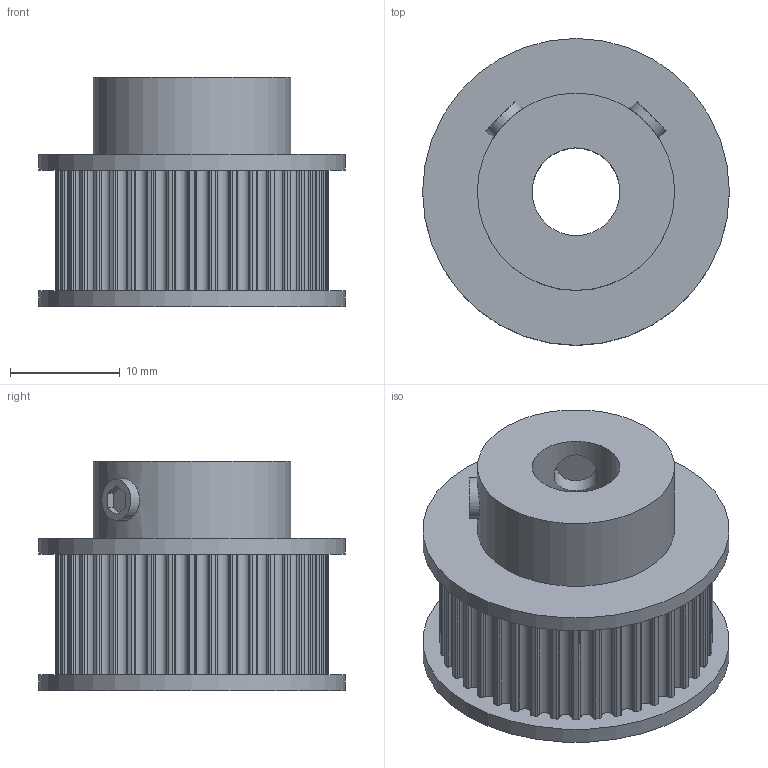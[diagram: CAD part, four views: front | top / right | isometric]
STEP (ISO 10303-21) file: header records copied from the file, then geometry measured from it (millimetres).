
FILE_DESCRIPTION(/* description */ (''),/* implementation_level */ '2;1');
FILE_NAME(/* name */ '40Tooth GT2 Pulley.stp',/* time_stamp */ '2025-02-01T12:23:40-05:00',/* author */ ('Herman'),/* organization */ (''),/* preprocessor_version */ 'ST-DEVELOPER v20',/* originating_system */ 'Autodesk Inventor 2025',/* authorisation */ '');
FILE_SCHEMA (('AUTOMOTIVE_DESIGN { 1 0 10303 214 3 1 1 }'));
Length unit declared in the file: inch
Products named in the file (1): 40Tooth GT2 Pulley
Bounding box: 28 x 28 x 20.9 mm (x, y, z)
Volume: 7512.1 mm3; surface area: 4122.1 mm2
Topology: 3 solids, 3 shells, 271 faces, 782 edges, 522 vertices
Faces by surface type: cylinder 248, plane 23
Full cylindrical faces by diameter (mm): 3.746 x2, 4 x2, 8 x1, 18 x1, 28 x2
Entity records: 9400 total; most frequent: DIRECTION 1812, CARTESIAN_POINT 1710, ORIENTED_EDGE 1564, EDGE_CURVE 782, AXIS2_PLACEMENT_3D 764, VERTEX_POINT 522, CIRCLE 492, LINE 284
